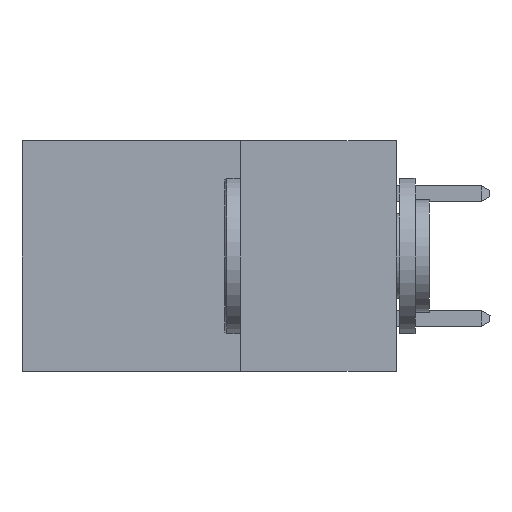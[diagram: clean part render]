
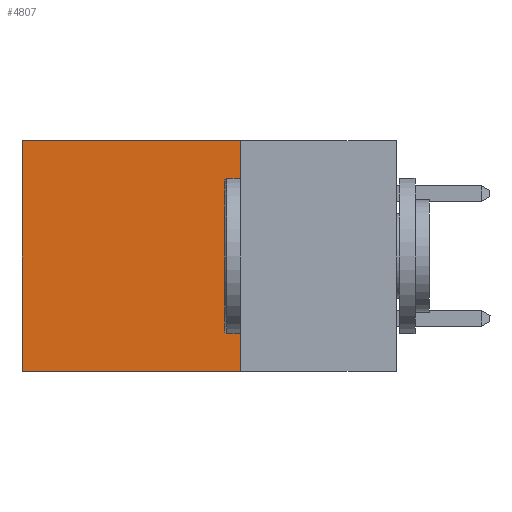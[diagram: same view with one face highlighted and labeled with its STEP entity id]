
A CAD part, left-side view. The second image highlights one B-rep face of the part: STEP entity #4807.
In plain terms, the highlighted planar face has unit normal (-1, 0, 0).
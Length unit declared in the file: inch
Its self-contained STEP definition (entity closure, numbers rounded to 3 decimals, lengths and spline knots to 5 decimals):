
#374 = EDGE_LOOP ( 'NONE', ( #4310, #8898, #11836, #11184 ) ) ;
#491 = LINE ( 'NONE', #6574, #3310 ) ;
#709 = EDGE_CURVE ( 'NONE', #6989, #7838, #6828, .T. ) ;
#1024 = DIRECTION ( 'NONE',  ( 0., 0., -1. ) ) ;
#1918 = DIRECTION ( 'NONE',  ( 0., 0., -1. ) ) ;
#2034 = DIRECTION ( 'NONE',  ( 1., 0., 0. ) ) ;
#2399 = CARTESIAN_POINT ( 'NONE',  ( 0.2615, 0.25, -0.37 ) ) ;
#2555 = PLANE ( 'NONE',  #10459 ) ;
#3310 = VECTOR ( 'NONE', #6615, 39.37008 ) ;
#3425 = LINE ( 'NONE', #3732, #11190 ) ;
#3732 = CARTESIAN_POINT ( 'NONE',  ( 0.2615, 0.25, -0.37 ) ) ;
#3845 = EDGE_CURVE ( 'NONE', #4326, #8782, #491, .T. ) ;
#4310 = ORIENTED_EDGE ( 'NONE', *, *, #3845, .T. ) ;
#4326 = VERTEX_POINT ( 'NONE', #7414 ) ;
#4807 = ADVANCED_FACE ( 'NONE', ( #7552 ), #2555, .F. ) ;
#5690 = VECTOR ( 'NONE', #11539, 39.37008 ) ;
#5994 = LINE ( 'NONE', #10592, #5690 ) ;
#6574 = CARTESIAN_POINT ( 'NONE',  ( 0.2615, 0.6, -0.37 ) ) ;
#6615 = DIRECTION ( 'NONE',  ( 0., 0., -1. ) ) ;
#6828 = LINE ( 'NONE', #9717, #11370 ) ;
#6989 = VERTEX_POINT ( 'NONE', #7949 ) ;
#7320 = CARTESIAN_POINT ( 'NONE',  ( 0.2615, 0.6, -0.37 ) ) ;
#7414 = CARTESIAN_POINT ( 'NONE',  ( 0.2615, 0.6, 0. ) ) ;
#7552 = FACE_OUTER_BOUND ( 'NONE', #374, .T. ) ;
#7838 = VERTEX_POINT ( 'NONE', #12747 ) ;
#7949 = CARTESIAN_POINT ( 'NONE',  ( 0.2615, 0.25, 0. ) ) ;
#8782 = VERTEX_POINT ( 'NONE', #7320 ) ;
#8898 = ORIENTED_EDGE ( 'NONE', *, *, #11249, .F. ) ;
#9717 = CARTESIAN_POINT ( 'NONE',  ( 0.2615, 0.25, -0.37 ) ) ;
#10459 = AXIS2_PLACEMENT_3D ( 'NONE', #2399, #2034, #1918 ) ;
#10546 = DIRECTION ( 'NONE',  ( 0., 1., 0. ) ) ;
#10592 = CARTESIAN_POINT ( 'NONE',  ( 0.2615, 0.25, 0. ) ) ;
#11184 = ORIENTED_EDGE ( 'NONE', *, *, #12538, .T. ) ;
#11190 = VECTOR ( 'NONE', #10546, 39.37008 ) ;
#11249 = EDGE_CURVE ( 'NONE', #7838, #8782, #3425, .T. ) ;
#11370 = VECTOR ( 'NONE', #1024, 39.37008 ) ;
#11539 = DIRECTION ( 'NONE',  ( 0., 1., 0. ) ) ;
#11836 = ORIENTED_EDGE ( 'NONE', *, *, #709, .F. ) ;
#12538 = EDGE_CURVE ( 'NONE', #6989, #4326, #5994, .T. ) ;
#12747 = CARTESIAN_POINT ( 'NONE',  ( 0.2615, 0.25, -0.37 ) ) ;
